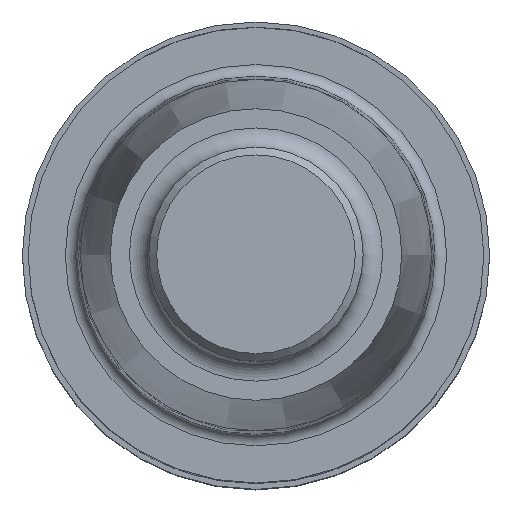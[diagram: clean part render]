
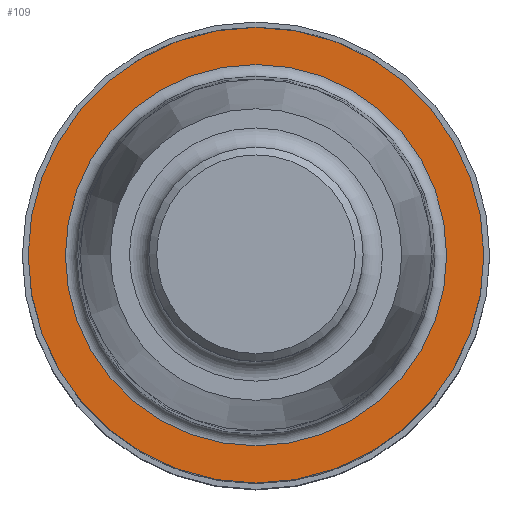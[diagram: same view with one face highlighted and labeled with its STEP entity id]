
A CAD part, top view. The second image highlights one B-rep face of the part: STEP entity #109.
In plain terms, the highlighted planar face has unit normal (0, 0, 1).
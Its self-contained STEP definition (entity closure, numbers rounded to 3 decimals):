
#90=FACE_BOUND('',#175,.T.);
#91=FACE_BOUND('',#176,.T.);
#109=ADVANCED_FACE('',(#90,#91),#127,.T.);
#127=PLANE('',#622);
#175=EDGE_LOOP('',(#231));
#176=EDGE_LOOP('',(#232));
#231=ORIENTED_EDGE('',*,*,#311,.T.);
#232=ORIENTED_EDGE('',*,*,#321,.F.);
#280=VERTEX_POINT('',#859);
#290=VERTEX_POINT('',#940);
#311=EDGE_CURVE('',#280,#280,#354,.T.);
#321=EDGE_CURVE('',#290,#290,#356,.T.);
#354=CIRCLE('',#613,4.895);
#356=CIRCLE('',#618,5.85);
#613=AXIS2_PLACEMENT_3D('',#858,#711,#712);
#618=AXIS2_PLACEMENT_3D('',#939,#723,#724);
#622=AXIS2_PLACEMENT_3D('',#1018,#733,#734);
#711=DIRECTION('',(0.,0.,-1.));
#712=DIRECTION('',(-1.,0.,0.));
#723=DIRECTION('',(0.,0.,-1.));
#724=DIRECTION('',(-1.,0.,0.));
#733=DIRECTION('',(0.,0.,1.));
#734=DIRECTION('',(1.,0.,0.));
#858=CARTESIAN_POINT('',(0.,0.,0.));
#859=CARTESIAN_POINT('',(-4.895,0.,0.));
#939=CARTESIAN_POINT('',(0.,0.,0.));
#940=CARTESIAN_POINT('',(-5.85,0.,0.));
#1018=CARTESIAN_POINT('',(0.,5.85,0.));
